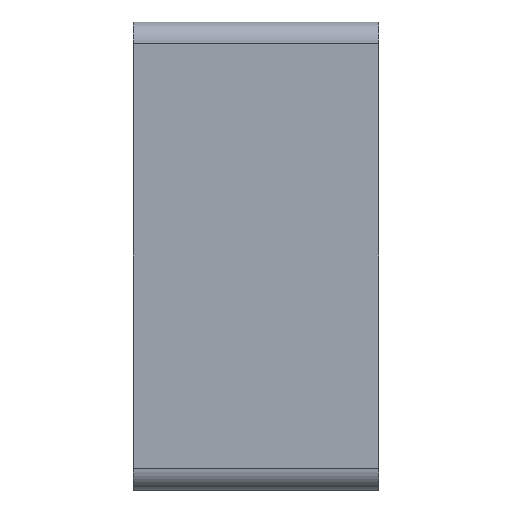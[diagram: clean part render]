
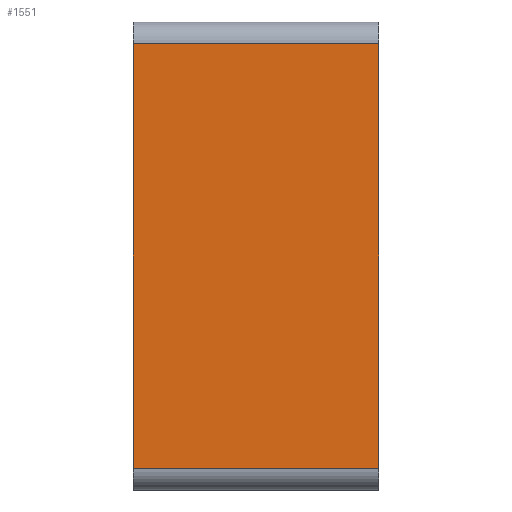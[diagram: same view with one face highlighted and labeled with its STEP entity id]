
A CAD part, front view. The second image highlights one B-rep face of the part: STEP entity #1551.
In plain terms, the highlighted planar face has unit normal (0, -1, 0).
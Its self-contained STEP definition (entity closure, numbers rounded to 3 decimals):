
#34 = CARTESIAN_POINT ( 'NONE',  ( 10.045, 7.425, 2.556 ) ) ;
#38 = CARTESIAN_POINT ( 'NONE',  ( 10.045, 7.425, 33.056 ) ) ;
#165 = CARTESIAN_POINT ( 'NONE',  ( 26.845, 7.425, 33.056 ) ) ;
#231 = ORIENTED_EDGE ( 'NONE', *, *, #950, .T. ) ;
#453 = LINE ( 'NONE', #38, #2169 ) ;
#544 = DIRECTION ( 'NONE',  ( 0., 0., 1. ) ) ;
#692 = DIRECTION ( 'NONE',  ( -1., 0., 0. ) ) ;
#866 = LINE ( 'NONE', #3592, #4394 ) ;
#950 = EDGE_CURVE ( 'NONE', #4268, #1361, #453, .T. ) ;
#1071 = DIRECTION ( 'NONE',  ( 0., 1., 0. ) ) ;
#1217 = DIRECTION ( 'NONE',  ( 0., 0., 1. ) ) ;
#1296 = VECTOR ( 'NONE', #544, 1000. ) ;
#1320 = CARTESIAN_POINT ( 'NONE',  ( 10.045, 7.425, 4.056 ) ) ;
#1361 = VERTEX_POINT ( 'NONE', #2889 ) ;
#1431 = ORIENTED_EDGE ( 'NONE', *, *, #1788, .T. ) ;
#1507 = VERTEX_POINT ( 'NONE', #1320 ) ;
#1551 = ADVANCED_FACE ( 'NONE', ( #3769 ), #2090, .F. ) ;
#1788 = EDGE_CURVE ( 'NONE', #3121, #4268, #866, .T. ) ;
#1902 = EDGE_CURVE ( 'NONE', #1507, #1361, #3211, .T. ) ;
#1977 = AXIS2_PLACEMENT_3D ( 'NONE', #2050, #1071, #2075 ) ;
#2050 = CARTESIAN_POINT ( 'NONE',  ( 10.045, 7.425, 2.556 ) ) ;
#2075 = DIRECTION ( 'NONE',  ( 1., 0., 0. ) ) ;
#2090 = PLANE ( 'NONE',  #1977 ) ;
#2169 = VECTOR ( 'NONE', #692, 1000. ) ;
#2329 = CARTESIAN_POINT ( 'NONE',  ( 10.045, 7.425, 4.056 ) ) ;
#2356 = EDGE_LOOP ( 'NONE', ( #3145, #3362, #1431, #231 ) ) ;
#2447 = LINE ( 'NONE', #2329, #3314 ) ;
#2729 = EDGE_CURVE ( 'NONE', #1507, #3121, #2447, .T. ) ;
#2889 = CARTESIAN_POINT ( 'NONE',  ( 10.045, 7.425, 33.056 ) ) ;
#3040 = DIRECTION ( 'NONE',  ( 1., 0., 0. ) ) ;
#3121 = VERTEX_POINT ( 'NONE', #4278 ) ;
#3145 = ORIENTED_EDGE ( 'NONE', *, *, #1902, .F. ) ;
#3211 = LINE ( 'NONE', #34, #1296 ) ;
#3314 = VECTOR ( 'NONE', #3040, 1000. ) ;
#3362 = ORIENTED_EDGE ( 'NONE', *, *, #2729, .T. ) ;
#3592 = CARTESIAN_POINT ( 'NONE',  ( 26.845, 7.425, 2.556 ) ) ;
#3769 = FACE_OUTER_BOUND ( 'NONE', #2356, .T. ) ;
#4268 = VERTEX_POINT ( 'NONE', #165 ) ;
#4278 = CARTESIAN_POINT ( 'NONE',  ( 26.845, 7.425, 4.056 ) ) ;
#4394 = VECTOR ( 'NONE', #1217, 1000. ) ;
